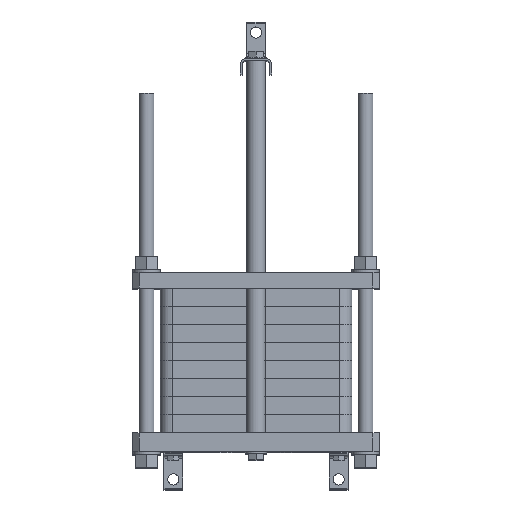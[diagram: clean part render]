
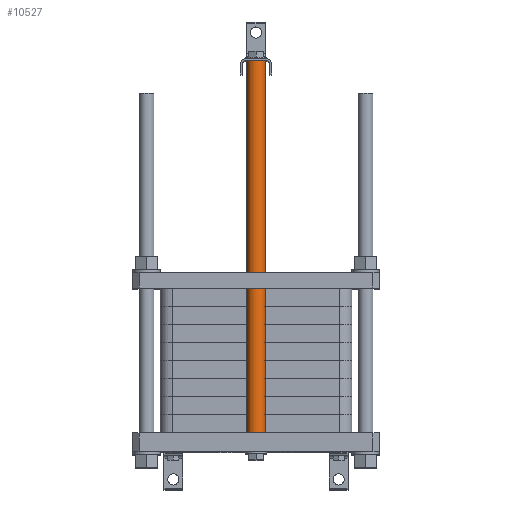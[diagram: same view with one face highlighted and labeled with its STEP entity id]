
A CAD part, top view. The second image highlights one B-rep face of the part: STEP entity #10527.
In plain terms, the highlighted cylindrical face has radius 15 mm (diameter 30 mm), a full revolution.
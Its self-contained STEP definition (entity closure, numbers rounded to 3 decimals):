
#3646=FACE_BOUND('',#4602,.T.);
#3881=CYLINDRICAL_SURFACE('',#11073,15.);
#4091=FACE_OUTER_BOUND('',#4601,.T.);
#4601=EDGE_LOOP('',(#8148));
#4602=EDGE_LOOP('',(#8149));
#5251=CIRCLE('',#10986,15.);
#5285=CIRCLE('',#11074,15.);
#5905=VERTEX_POINT('',#15583);
#5987=VERTEX_POINT('',#15842);
#6723=EDGE_CURVE('',#5905,#5905,#5251,.T.);
#6846=EDGE_CURVE('',#5987,#5987,#5285,.T.);
#8148=ORIENTED_EDGE('',*,*,#6723,.T.);
#8149=ORIENTED_EDGE('',*,*,#6846,.F.);
#10527=ADVANCED_FACE('',(#4091,#3646),#3881,.T.);
#10986=AXIS2_PLACEMENT_3D('',#15584,#12176,#12177);
#11073=AXIS2_PLACEMENT_3D('',#15841,#12439,#12440);
#11074=AXIS2_PLACEMENT_3D('',#15843,#12441,#12442);
#12176=DIRECTION('center_axis',(0.,-1.,0.));
#12177=DIRECTION('ref_axis',(-1.,0.,0.));
#12439=DIRECTION('center_axis',(0.,1.,0.));
#12440=DIRECTION('ref_axis',(-1.,0.,0.));
#12441=DIRECTION('center_axis',(0.,-1.,0.));
#12442=DIRECTION('ref_axis',(-1.,0.,0.));
#15583=CARTESIAN_POINT('',(15.,597.,885.5));
#15584=CARTESIAN_POINT('Origin',(0.,597.,885.5));
#15841=CARTESIAN_POINT('Origin',(0.,0.,
885.5));
#15842=CARTESIAN_POINT('',(15.,0.,885.5));
#15843=CARTESIAN_POINT('Origin',(0.,0.,
885.5));
